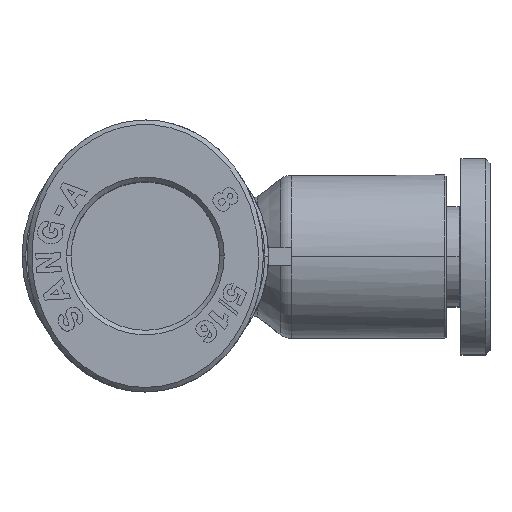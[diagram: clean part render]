
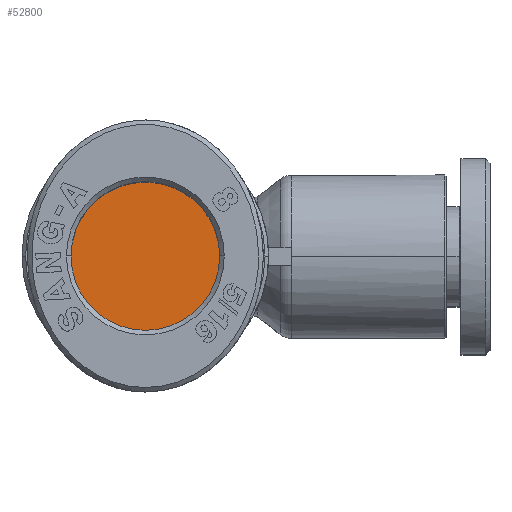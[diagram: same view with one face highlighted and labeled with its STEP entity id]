
A CAD part, top view. The second image highlights one B-rep face of the part: STEP entity #52800.
In plain terms, the highlighted face is planar.
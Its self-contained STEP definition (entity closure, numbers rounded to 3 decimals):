
#962=CARTESIAN_POINT('',(-5.8,0.0,4.05));
#963=VERTEX_POINT('',#962);
#972=CARTESIAN_POINT('',(-5.8,0.,-4.15));
#973=VERTEX_POINT('',#972);
#974=CARTESIAN_POINT('',(-5.8,0.0,-0.05));
#975=DIRECTION('',(1.0,0.0,0.0));
#976=DIRECTION('',(0.0,0.0,1.0));
#977=AXIS2_PLACEMENT_3D('',#974,#975,#976);
#978=CIRCLE('',#977,4.1);
#979=EDGE_CURVE('',#963,#973,#978,.T.);
#52781=CARTESIAN_POINT('',(-5.8,0.0,-0.05));
#52782=DIRECTION('',(1.0,0.0,0.0));
#52783=DIRECTION('',(0.0,0.0,1.0));
#52784=AXIS2_PLACEMENT_3D('',#52781,#52782,#52783);
#52785=CIRCLE('',#52784,4.1);
#52786=EDGE_CURVE('',#973,#963,#52785,.T.);
#52791=CARTESIAN_POINT('',(-5.8,0.0,-0.05));
#52792=DIRECTION('',(1.0,0.0,0.0));
#52793=DIRECTION('',(0.0,0.0,1.0));
#52794=AXIS2_PLACEMENT_3D('',#52791,#52792,#52793);
#52795=PLANE('',#52794);
#52796=ORIENTED_EDGE('',*,*,#979,.F.);
#52797=ORIENTED_EDGE('',*,*,#52786,.F.);
#52798=EDGE_LOOP('',(#52796,#52797));
#52799=FACE_OUTER_BOUND('',#52798,.T.);
#52800=ADVANCED_FACE('',(#52799),#52795,.F.);
